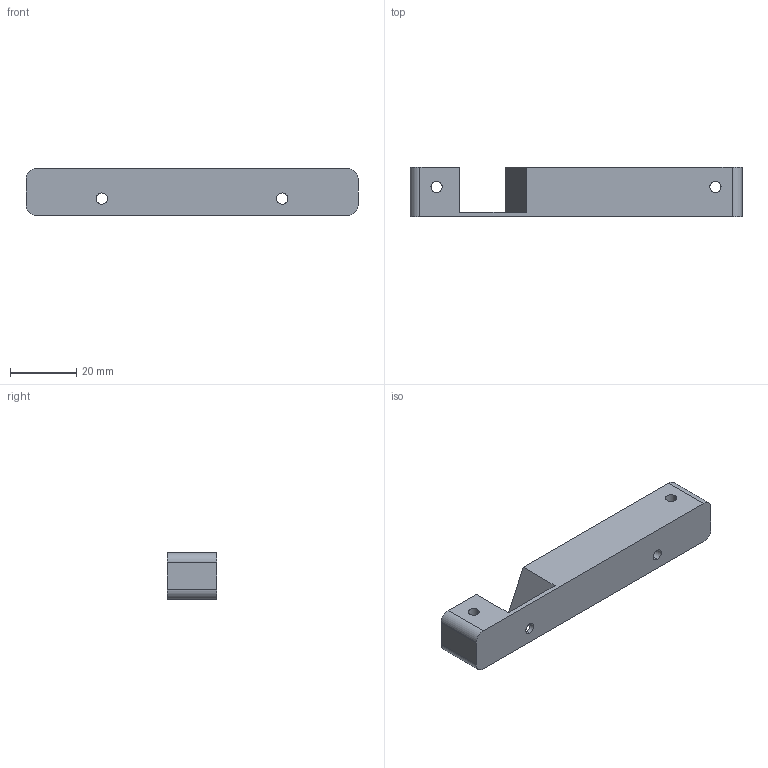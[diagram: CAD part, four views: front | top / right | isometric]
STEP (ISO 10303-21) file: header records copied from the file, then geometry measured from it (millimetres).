
FILE_DESCRIPTION (( 'STEP AP214' ), '1' );
FILE_NAME ('case_mount_usb.STEP', '2025-04-18T20:07:17', ( '' ), ( '' ), 'SwSTEP 2.0', 'SolidWorks 2025', '' );
FILE_SCHEMA (( 'AUTOMOTIVE_DESIGN' ));
Length unit declared in the file: millimetre
Products named in the file (1): case_mount_usb
Bounding box: 100 x 15 x 14 mm (x, y, z)
Volume: 16287.6 mm3; surface area: 6658.6 mm2
Topology: 1 solids, 1 shells, 45 faces, 123 edges, 82 vertices
Faces by surface type: plane 29, cylinder 16
Entity records: 1476 total; most frequent: CARTESIAN_POINT 257, ORIENTED_EDGE 246, DIRECTION 245, EDGE_CURVE 123, LINE 89, VECTOR 89, VERTEX_POINT 82, AXIS2_PLACEMENT_3D 78
